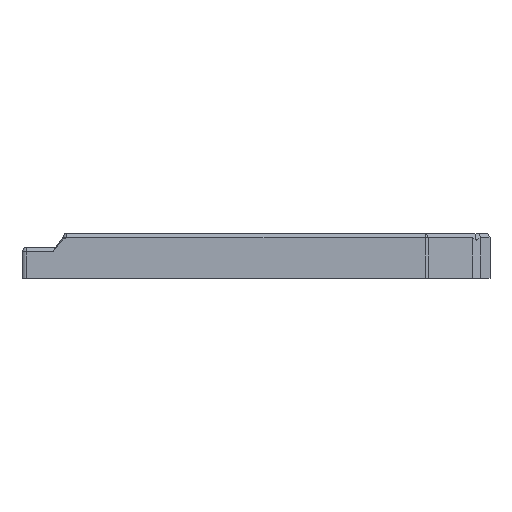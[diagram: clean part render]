
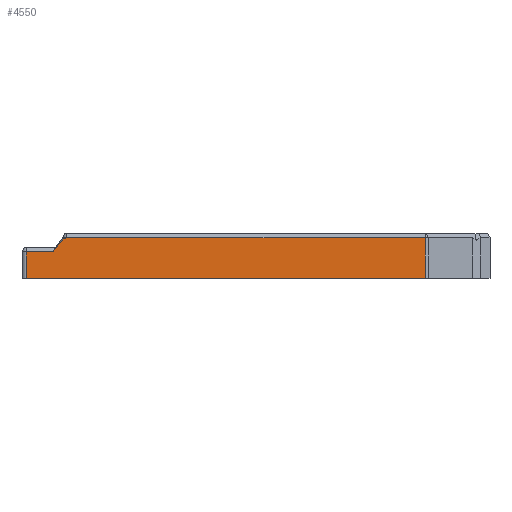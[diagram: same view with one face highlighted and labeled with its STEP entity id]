
A CAD part, front view. The second image highlights one B-rep face of the part: STEP entity #4550.
In plain terms, the highlighted planar face has unit normal (0, -1, 0).
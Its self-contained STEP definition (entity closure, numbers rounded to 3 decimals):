
#3684=CARTESIAN_POINT('',(632.979,109.962,25.));
#3685=VERTEX_POINT('',#3684);
#3693=CARTESIAN_POINT('',(535.071,109.962,25.));
#3694=VERTEX_POINT('',#3693);
#3695=CARTESIAN_POINT('',(632.979,109.962,25.));
#3696=DIRECTION('',(-1.,-0.,0.));
#3697=VECTOR('',#3696,97.907);
#3698=LINE('',#3695,#3697);
#3699=EDGE_CURVE('',#3685,#3694,#3698,.T.);
#4467=CARTESIAN_POINT('',(541.696,109.962,31.5));
#4468=VERTEX_POINT('',#4467);
#4477=CARTESIAN_POINT('',(535.071,109.962,31.5));
#4478=VERTEX_POINT('',#4477);
#4485=CARTESIAN_POINT('',(535.071,109.962,31.5));
#4486=DIRECTION('',(1.,0.,-0.));
#4487=VECTOR('',#4486,6.625);
#4488=LINE('',#4485,#4487);
#4489=EDGE_CURVE('',#4478,#4468,#4488,.T.);
#4494=CARTESIAN_POINT('',(633.393,109.962,25.));
#4495=DIRECTION('',(0.,1.,-0.));
#4496=DIRECTION('',(-1.,0.,0.));
#4497=AXIS2_PLACEMENT_3D('',#4494,#4495,#4496);
#4498=PLANE('',#4497);
#4499=CARTESIAN_POINT('',(535.071,109.962,31.5));
#4500=DIRECTION('',(-0.,-0.,-1.));
#4501=VECTOR('',#4500,6.5);
#4502=LINE('',#4499,#4501);
#4503=EDGE_CURVE('',#4478,#3694,#4502,.T.);
#4504=ORIENTED_EDGE('',*,*,#4503,.T.);
#4505=ORIENTED_EDGE('',*,*,#3699,.F.);
#4506=CARTESIAN_POINT('',(632.979,109.962,35.));
#4507=VERTEX_POINT('',#4506);
#4508=CARTESIAN_POINT('',(632.979,109.962,25.));
#4509=DIRECTION('',(0.,0.,1.));
#4510=VECTOR('',#4509,10.);
#4511=LINE('',#4508,#4510);
#4512=EDGE_CURVE('',#3685,#4507,#4511,.T.);
#4513=ORIENTED_EDGE('',*,*,#4512,.T.);
#4514=CARTESIAN_POINT('',(545.071,109.962,35.));
#4515=VERTEX_POINT('',#4514);
#4516=CARTESIAN_POINT('',(545.071,109.962,35.));
#4517=DIRECTION('',(1.,0.,-0.));
#4518=VECTOR('',#4517,87.907);
#4519=LINE('',#4516,#4518);
#4520=EDGE_CURVE('',#4515,#4507,#4519,.T.);
#4521=ORIENTED_EDGE('',*,*,#4520,.F.);
#4522=CARTESIAN_POINT('',(545.071,109.962,35.));
#4523=CARTESIAN_POINT('',(544.861,109.962,35.));
#4524=CARTESIAN_POINT('',(544.667,109.962,34.905));
#4525=CARTESIAN_POINT('',(544.497,109.962,34.787));
#4526=CARTESIAN_POINT('',(544.412,109.962,34.728));
#4527=CARTESIAN_POINT('',(544.331,109.962,34.663));
#4528=CARTESIAN_POINT('',(544.253,109.962,34.594));
#4529=CARTESIAN_POINT('',(544.175,109.962,34.526));
#4530=CARTESIAN_POINT('',(544.101,109.962,34.455));
#4531=CARTESIAN_POINT('',(544.028,109.962,34.382));
#4532=CARTESIAN_POINT('',(543.883,109.962,34.236));
#4533=CARTESIAN_POINT('',(543.744,109.962,34.083));
#4534=CARTESIAN_POINT('',(543.609,109.962,33.928));
#4535=CARTESIAN_POINT('',(543.474,109.962,33.773));
#4536=CARTESIAN_POINT('',(543.342,109.962,33.615));
#4537=CARTESIAN_POINT('',(543.211,109.962,33.456));
#4538=CARTESIAN_POINT('',(542.95,109.962,33.137));
#4539=CARTESIAN_POINT('',(542.696,109.962,32.812));
#4540=CARTESIAN_POINT('',(542.445,109.962,32.485));
#4541=CARTESIAN_POINT('',(542.193,109.962,32.158));
#4542=CARTESIAN_POINT('',(541.944,109.962,31.83));
#4543=CARTESIAN_POINT('',(541.696,109.962,31.5));
#4544=B_SPLINE_CURVE_WITH_KNOTS('',3,(#4522,#4523,#4524,#4525,#4526,#4527,#4528,#4529,#4530,#4531,#4532,#4533,#4534,#4535,#4536,#4537,#4538,#4539,#4540,#4541,#4542,#4543),.UNSPECIFIED.,.F.,.F.,(4,3,3,3,3,3,3,4),(0.,0.001,0.001,0.001,0.002,0.002,0.004,0.005),.UNSPECIFIED.);
#4545=EDGE_CURVE('',#4515,#4468,#4544,.T.);
#4546=ORIENTED_EDGE('',*,*,#4545,.T.);
#4547=ORIENTED_EDGE('',*,*,#4489,.F.);
#4548=EDGE_LOOP('',(#4504,#4505,#4513,#4521,#4546,#4547));
#4549=FACE_BOUND('',#4548,.T.);
#4550=ADVANCED_FACE('',(#4549),#4498,.F.);
